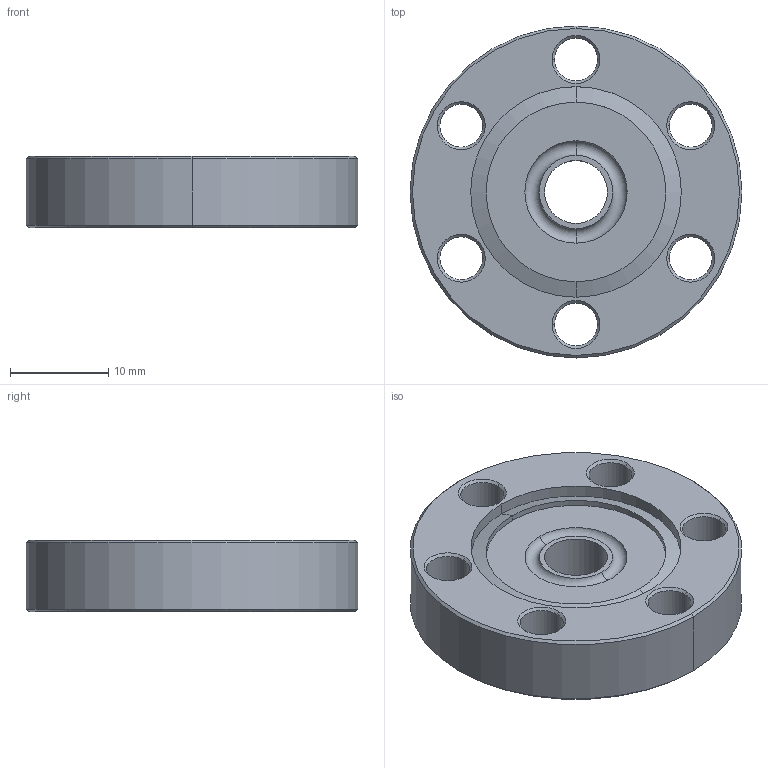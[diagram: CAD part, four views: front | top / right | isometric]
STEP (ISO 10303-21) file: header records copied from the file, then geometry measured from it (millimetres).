
FILE_DESCRIPTION((''),'2;1');
FILE_NAME('110001','2004-03-11T',('Rmunns'),(''),'PRO/ENGINEER BY PARAMETRIC TECHNOLOGY CORPORATION, 2001150','PRO/ENGINEER BY PARAMETRIC TECHNOLOGY CORPORATION, 2001150','');
FILE_SCHEMA(('CONFIG_CONTROL_DESIGN'));
Length unit declared in the file: inch
Products named in the file (1): 110001
Bounding box: 33.78 x 33.78 x 7.24 mm (x, y, z)
Volume: 5188.1 mm3; surface area: 3116.8 mm2
Topology: 1 solids, 1 shells, 56 faces, 124 edges, 72 vertices
Faces by surface type: cone 30, cylinder 20, plane 4, torus 2
Entity records: 1614 total; most frequent: DIRECTION 310, CARTESIAN_POINT 252, ORIENTED_EDGE 248, AXIS2_PLACEMENT_3D 130, EDGE_CURVE 124, CIRCLE 74, VERTEX_POINT 72, EDGE_LOOP 72
